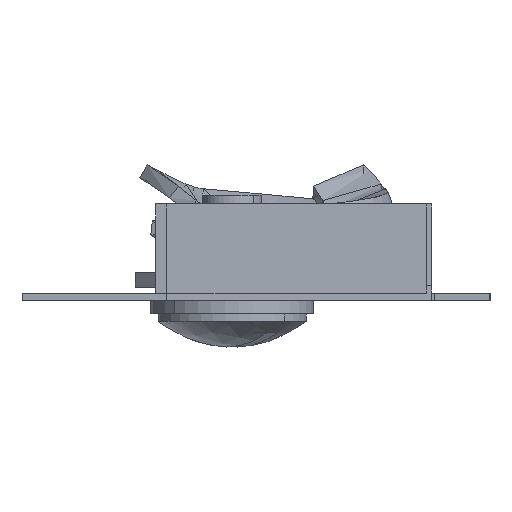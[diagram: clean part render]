
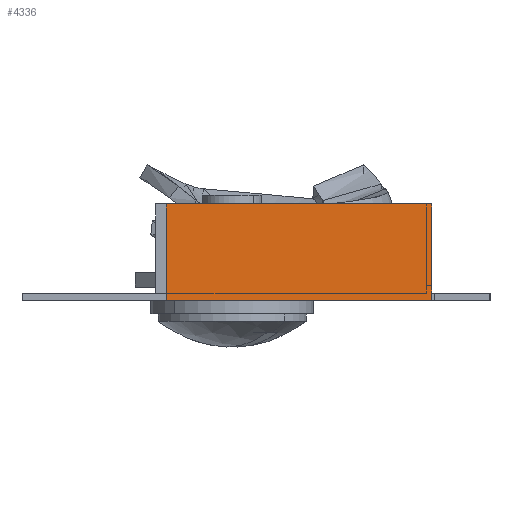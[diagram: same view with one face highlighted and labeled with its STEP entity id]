
A CAD part, left-side view. The second image highlights one B-rep face of the part: STEP entity #4336.
In plain terms, the highlighted planar face has unit normal (-0.707, -0.707, 0).
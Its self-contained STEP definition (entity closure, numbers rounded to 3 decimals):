
#34 = VERTEX_POINT ( 'NONE', #3277 ) ;
#709 = VECTOR ( 'NONE', #3888, 1000. ) ;
#995 = DIRECTION ( 'NONE',  ( 0.707, -0.707, 0. ) ) ;
#1034 = AXIS2_PLACEMENT_3D ( 'NONE', #5530, #5982, #3128 ) ;
#1417 = CARTESIAN_POINT ( 'NONE',  ( -305.432, 7.854, 0. ) ) ;
#1522 = ORIENTED_EDGE ( 'NONE', *, *, #5588, .F. ) ;
#1745 = DIRECTION ( 'NONE',  ( 0.707, -0.707, 0. ) ) ;
#1819 = EDGE_CURVE ( 'NONE', #4926, #34, #2910, .T. ) ;
#2028 = CARTESIAN_POINT ( 'NONE',  ( -341.141, 43.562, 12. ) ) ;
#2172 = VERTEX_POINT ( 'NONE', #3147 ) ;
#2188 = ORIENTED_EDGE ( 'NONE', *, *, #5518, .F. ) ;
#2285 = VERTEX_POINT ( 'NONE', #4990 ) ;
#2581 = LINE ( 'NONE', #3937, #709 ) ;
#2675 = CARTESIAN_POINT ( 'NONE',  ( -305.432, 7.854, -1. ) ) ;
#2725 = CARTESIAN_POINT ( 'NONE',  ( -341.141, 43.562, -1. ) ) ;
#2910 = LINE ( 'NONE', #2725, #2988 ) ;
#2988 = VECTOR ( 'NONE', #6077, 1000. ) ;
#3039 = ORIENTED_EDGE ( 'NONE', *, *, #1819, .T. ) ;
#3128 = DIRECTION ( 'NONE',  ( 0.707, -0.707, 0. ) ) ;
#3147 = CARTESIAN_POINT ( 'NONE',  ( -305.432, 7.854, 1. ) ) ;
#3149 = EDGE_CURVE ( 'NONE', #4926, #2285, #5681, .T. ) ;
#3172 = EDGE_LOOP ( 'NONE', ( #3039, #5461, #1522, #2188, #6075 ) ) ;
#3277 = CARTESIAN_POINT ( 'NONE',  ( -341.141, 43.562, -1. ) ) ;
#3557 = VERTEX_POINT ( 'NONE', #2675 ) ;
#3773 = DIRECTION ( 'NONE',  ( 0., 0., -1. ) ) ;
#3888 = DIRECTION ( 'NONE',  ( 0., 0., -1. ) ) ;
#3897 = FACE_OUTER_BOUND ( 'NONE', #3172, .T. ) ;
#3937 = CARTESIAN_POINT ( 'NONE',  ( -305.432, 7.854, 12. ) ) ;
#3969 = EDGE_CURVE ( 'NONE', #34, #3557, #4583, .T. ) ;
#4336 = ADVANCED_FACE ( 'NONE', ( #3897 ), #5089, .F. ) ;
#4348 = VECTOR ( 'NONE', #995, 1000. ) ;
#4583 = LINE ( 'NONE', #4763, #4348 ) ;
#4717 = VECTOR ( 'NONE', #1745, 1000. ) ;
#4763 = CARTESIAN_POINT ( 'NONE',  ( -319.36, 21.781, -1. ) ) ;
#4926 = VERTEX_POINT ( 'NONE', #2028 ) ;
#4990 = CARTESIAN_POINT ( 'NONE',  ( -305.432, 7.854, 12. ) ) ;
#5089 = PLANE ( 'NONE',  #1034 ) ;
#5461 = ORIENTED_EDGE ( 'NONE', *, *, #3969, .T. ) ;
#5518 = EDGE_CURVE ( 'NONE', #2285, #2172, #5629, .T. ) ;
#5530 = CARTESIAN_POINT ( 'NONE',  ( -305.432, 7.854, 12. ) ) ;
#5588 = EDGE_CURVE ( 'NONE', #2172, #3557, #2581, .T. ) ;
#5629 = LINE ( 'NONE', #1417, #5992 ) ;
#5681 = LINE ( 'NONE', #5892, #4717 ) ;
#5892 = CARTESIAN_POINT ( 'NONE',  ( -305.432, 7.854, 12. ) ) ;
#5982 = DIRECTION ( 'NONE',  ( 0.707, 0.707, 0. ) ) ;
#5992 = VECTOR ( 'NONE', #3773, 1000. ) ;
#6075 = ORIENTED_EDGE ( 'NONE', *, *, #3149, .F. ) ;
#6077 = DIRECTION ( 'NONE',  ( 0., 0., -1. ) ) ;
